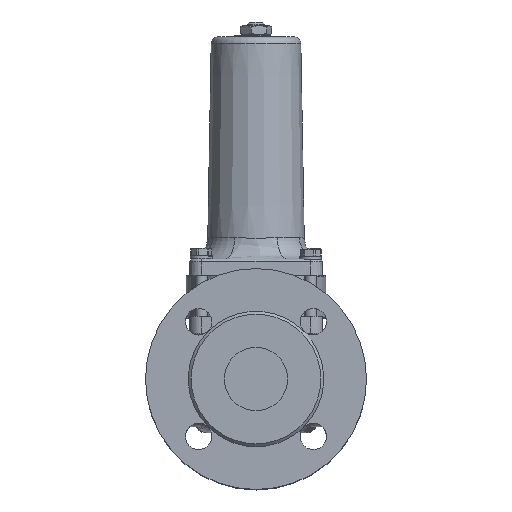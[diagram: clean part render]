
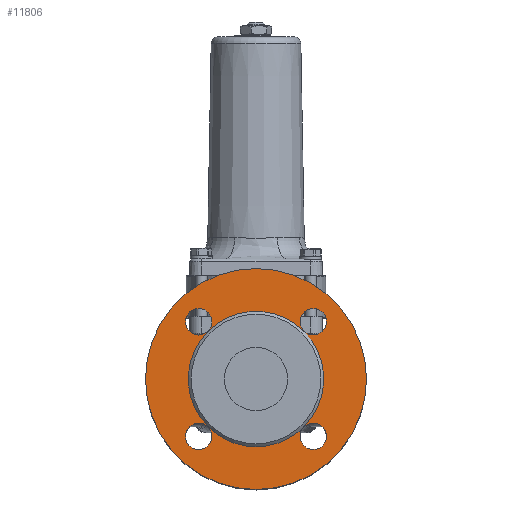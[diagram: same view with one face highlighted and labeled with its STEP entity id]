
A CAD part, top view. The second image highlights one B-rep face of the part: STEP entity #11806.
In plain terms, the highlighted planar face has unit normal (0, 0, 1).
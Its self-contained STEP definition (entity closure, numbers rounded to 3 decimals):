
#518=FACE_BOUND('',#3349,.T.);
#2591=FACE_OUTER_BOUND('',#3348,.T.);
#3348=EDGE_LOOP('',(#7926));
#3349=EDGE_LOOP('',(#7927,#7928,#7929,#7930,#7931,#7932,#7933,#7934,#7935,
#7936,#7937,#7938,#7939));
#4115=CIRCLE('',#12552,9.);
#4116=CIRCLE('',#12553,9.);
#4117=CIRCLE('',#12555,9.);
#4118=CIRCLE('',#12556,9.);
#4119=CIRCLE('',#12558,9.);
#4120=CIRCLE('',#12559,9.);
#4121=CIRCLE('',#12561,9.);
#4122=CIRCLE('',#12562,9.);
#4124=CIRCLE('',#12565,75.);
#4171=CIRCLE('',#12646,46.);
#4172=CIRCLE('',#12647,46.);
#4173=CIRCLE('',#12648,46.);
#4174=CIRCLE('',#12649,46.);
#4175=CIRCLE('',#12650,46.);
#4632=VERTEX_POINT('',#16451);
#4633=VERTEX_POINT('',#16452);
#4636=VERTEX_POINT('',#16497);
#4637=VERTEX_POINT('',#16498);
#4640=VERTEX_POINT('',#16543);
#4641=VERTEX_POINT('',#16544);
#4644=VERTEX_POINT('',#16589);
#4645=VERTEX_POINT('',#16590);
#4650=VERTEX_POINT('',#16638);
#4746=VERTEX_POINT('',#17114);
#5831=EDGE_CURVE('',#4632,#4633,#4115,.T.);
#5832=EDGE_CURVE('',#4633,#4632,#4116,.T.);
#5836=EDGE_CURVE('',#4636,#4637,#4117,.T.);
#5837=EDGE_CURVE('',#4637,#4636,#4118,.T.);
#5841=EDGE_CURVE('',#4640,#4641,#4119,.T.);
#5842=EDGE_CURVE('',#4641,#4640,#4120,.T.);
#5846=EDGE_CURVE('',#4644,#4645,#4121,.T.);
#5847=EDGE_CURVE('',#4645,#4644,#4122,.T.);
#5853=EDGE_CURVE('',#4650,#4650,#4124,.T.);
#5970=EDGE_CURVE('',#4644,#4632,#4171,.T.);
#5971=EDGE_CURVE('',#4640,#4644,#4172,.T.);
#5972=EDGE_CURVE('',#4746,#4640,#4173,.T.);
#5973=EDGE_CURVE('',#4636,#4746,#4174,.T.);
#5974=EDGE_CURVE('',#4632,#4636,#4175,.T.);
#7926=ORIENTED_EDGE('',*,*,#5853,.T.);
#7927=ORIENTED_EDGE('',*,*,#5970,.F.);
#7928=ORIENTED_EDGE('',*,*,#5846,.T.);
#7929=ORIENTED_EDGE('',*,*,#5847,.T.);
#7930=ORIENTED_EDGE('',*,*,#5971,.F.);
#7931=ORIENTED_EDGE('',*,*,#5841,.T.);
#7932=ORIENTED_EDGE('',*,*,#5842,.T.);
#7933=ORIENTED_EDGE('',*,*,#5972,.F.);
#7934=ORIENTED_EDGE('',*,*,#5973,.F.);
#7935=ORIENTED_EDGE('',*,*,#5836,.T.);
#7936=ORIENTED_EDGE('',*,*,#5837,.T.);
#7937=ORIENTED_EDGE('',*,*,#5974,.F.);
#7938=ORIENTED_EDGE('',*,*,#5831,.T.);
#7939=ORIENTED_EDGE('',*,*,#5832,.T.);
#11602=PLANE('',#12645);
#11806=ADVANCED_FACE('',(#2591,#518),#11602,.F.);
#12552=AXIS2_PLACEMENT_3D('',#16453,#13684,#13685);
#12553=AXIS2_PLACEMENT_3D('',#16454,#13686,#13687);
#12555=AXIS2_PLACEMENT_3D('',#16499,#13691,#13692);
#12556=AXIS2_PLACEMENT_3D('',#16500,#13693,#13694);
#12558=AXIS2_PLACEMENT_3D('',#16545,#13698,#13699);
#12559=AXIS2_PLACEMENT_3D('',#16546,#13700,#13701);
#12561=AXIS2_PLACEMENT_3D('',#16591,#13705,#13706);
#12562=AXIS2_PLACEMENT_3D('',#16592,#13707,#13708);
#12565=AXIS2_PLACEMENT_3D('',#16640,#13715,#13716);
#12645=AXIS2_PLACEMENT_3D('',#17111,#13917,#13918);
#12646=AXIS2_PLACEMENT_3D('',#17112,#13919,#13920);
#12647=AXIS2_PLACEMENT_3D('',#17113,#13921,#13922);
#12648=AXIS2_PLACEMENT_3D('',#17115,#13923,#13924);
#12649=AXIS2_PLACEMENT_3D('',#17116,#13925,#13926);
#12650=AXIS2_PLACEMENT_3D('',#17117,#13927,#13928);
#13684=DIRECTION('center_axis',(0.,0.,
-1.));
#13685=DIRECTION('ref_axis',(0.,1.,0.));
#13686=DIRECTION('center_axis',(0.,0.,
-1.));
#13687=DIRECTION('ref_axis',(0.,1.,0.));
#13691=DIRECTION('center_axis',(0.,0.,
-1.));
#13692=DIRECTION('ref_axis',(-1.,0.,0.));
#13693=DIRECTION('center_axis',(0.,0.,
-1.));
#13694=DIRECTION('ref_axis',(-1.,0.,0.));
#13698=DIRECTION('center_axis',(0.,0.,
-1.));
#13699=DIRECTION('ref_axis',(0.,-1.,0.));
#13700=DIRECTION('center_axis',(0.,0.,
-1.));
#13701=DIRECTION('ref_axis',(0.,-1.,0.));
#13705=DIRECTION('center_axis',(0.,0.,
-1.));
#13706=DIRECTION('ref_axis',(1.,0.,0.));
#13707=DIRECTION('center_axis',(0.,0.,
-1.));
#13708=DIRECTION('ref_axis',(1.,0.,0.));
#13715=DIRECTION('center_axis',(0.,0.,
1.));
#13716=DIRECTION('ref_axis',(1.,0.,0.));
#13917=DIRECTION('center_axis',(0.,0.,
-1.));
#13918=DIRECTION('ref_axis',(-1.,0.,0.));
#13919=DIRECTION('center_axis',(0.,0.,
1.));
#13920=DIRECTION('ref_axis',(1.,0.,0.));
#13921=DIRECTION('center_axis',(0.,0.,
1.));
#13922=DIRECTION('ref_axis',(1.,0.,0.));
#13923=DIRECTION('center_axis',(0.,0.,
1.));
#13924=DIRECTION('ref_axis',(1.,0.,0.));
#13925=DIRECTION('center_axis',(0.,0.,
1.));
#13926=DIRECTION('ref_axis',(1.,0.,0.));
#13927=DIRECTION('center_axis',(0.,0.,
1.));
#13928=DIRECTION('ref_axis',(1.,0.,0.));
#16451=CARTESIAN_POINT('',(-32.527,32.527,98.));
#16452=CARTESIAN_POINT('',(-38.891,29.891,98.));
#16453=CARTESIAN_POINT('Origin',(-38.891,38.891,98.));
#16454=CARTESIAN_POINT('Origin',(-38.891,38.891,98.));
#16497=CARTESIAN_POINT('',(-32.527,-32.527,98.));
#16498=CARTESIAN_POINT('',(-29.891,-38.891,98.));
#16499=CARTESIAN_POINT('Origin',(-38.891,-38.891,98.));
#16500=CARTESIAN_POINT('Origin',(-38.891,-38.891,98.));
#16543=CARTESIAN_POINT('',(32.527,-32.527,98.));
#16544=CARTESIAN_POINT('',(38.891,-29.891,98.));
#16545=CARTESIAN_POINT('Origin',(38.891,-38.891,98.));
#16546=CARTESIAN_POINT('Origin',(38.891,-38.891,98.));
#16589=CARTESIAN_POINT('',(32.527,32.527,98.));
#16590=CARTESIAN_POINT('',(29.891,38.891,98.));
#16591=CARTESIAN_POINT('Origin',(38.891,38.891,98.));
#16592=CARTESIAN_POINT('Origin',(38.891,38.891,98.));
#16638=CARTESIAN_POINT('',(0.,-75.,98.));
#16640=CARTESIAN_POINT('Origin',(0.,0.,
98.));
#17111=CARTESIAN_POINT('Origin',(0.,75.,98.));
#17112=CARTESIAN_POINT('Origin',(0.,0.,
98.));
#17113=CARTESIAN_POINT('Origin',(0.,0.,
98.));
#17114=CARTESIAN_POINT('',(0.,-46.,98.));
#17115=CARTESIAN_POINT('Origin',(0.,0.,
98.));
#17116=CARTESIAN_POINT('Origin',(0.,0.,
98.));
#17117=CARTESIAN_POINT('Origin',(0.,0.,
98.));
